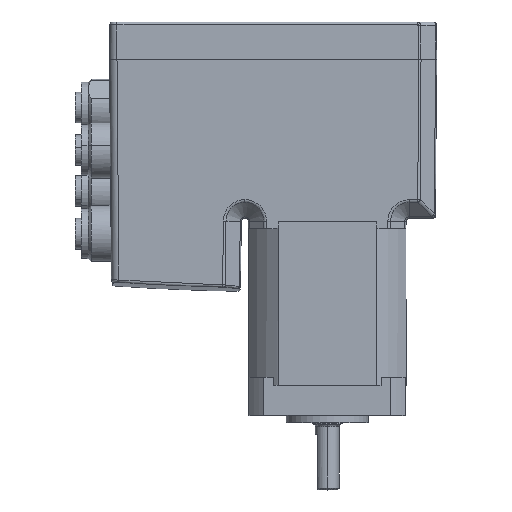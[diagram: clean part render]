
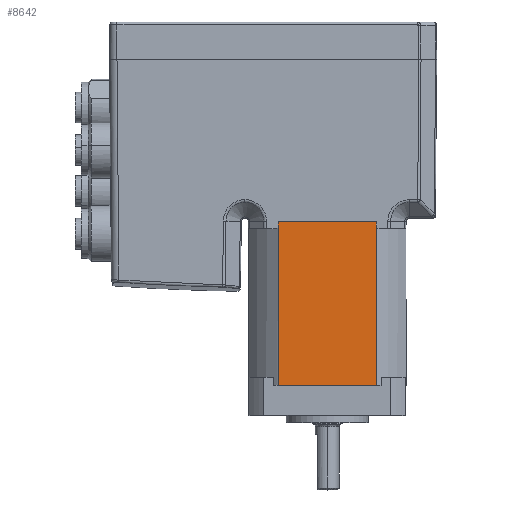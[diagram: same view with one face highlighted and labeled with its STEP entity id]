
A CAD part, top view. The second image highlights one B-rep face of the part: STEP entity #8642.
In plain terms, the highlighted planar face has unit normal (0, 0, 1).
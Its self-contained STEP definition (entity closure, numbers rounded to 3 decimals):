
#133 = CARTESIAN_POINT ( 'NONE',  ( 13.174, 0., 21.15 ) ) ;
#386 = CARTESIAN_POINT ( 'NONE',  ( 13.177, -0.533, 21.145 ) ) ;
#570 = VECTOR ( 'NONE', #2561, 1000. ) ;
#592 = EDGE_CURVE ( 'NONE', #6749, #8848, #4093, .T. ) ;
#903 = FACE_OUTER_BOUND ( 'NONE', #975, .T. ) ;
#975 = EDGE_LOOP ( 'NONE', ( #3530, #2564, #6525, #8732, #4430, #6721 ) ) ;
#1354 = EDGE_CURVE ( 'NONE', #3807, #6749, #1562, .T. ) ;
#1439 = CARTESIAN_POINT ( 'NONE',  ( -13.174, 0., 21.15 ) ) ;
#1562 = B_SPLINE_CURVE_WITH_KNOTS ( 'NONE', 3,
 ( #6274, #6204, #8141, #7532 ),
 .UNSPECIFIED., .F., .F.,
 ( 4, 4 ),
 ( 0., 0.964 ),
 .UNSPECIFIED. ) ;
#1731 = CARTESIAN_POINT ( 'NONE',  ( 13.188, -1.603, 21.144 ) ) ;
#1981 = EDGE_CURVE ( 'NONE', #3559, #4400, #7890, .T. ) ;
#2402 = EDGE_CURVE ( 'NONE', #3559, #8848, #4028, .T. ) ;
#2561 = DIRECTION ( 'NONE',  ( 1., 0., 0. ) ) ;
#2564 = ORIENTED_EDGE ( 'NONE', *, *, #592, .F. ) ;
#3070 = CARTESIAN_POINT ( 'NONE',  ( 13.179, -44., 21.15 ) ) ;
#3256 = DIRECTION ( 'NONE',  ( 0., 0., 1. ) ) ;
#3325 = AXIS2_PLACEMENT_3D ( 'NONE', #6072, #3256, #8015 ) ;
#3530 = ORIENTED_EDGE ( 'NONE', *, *, #2402, .T. ) ;
#3559 = VERTEX_POINT ( 'NONE', #133 ) ;
#3756 = CARTESIAN_POINT ( 'NONE',  ( 13.184, -1.067, 21.141 ) ) ;
#3807 = VERTEX_POINT ( 'NONE', #6257 ) ;
#3820 = B_SPLINE_CURVE_WITH_KNOTS ( 'NONE', 3,
 ( #3070, #5895, #6465, #4401 ),
 .UNSPECIFIED., .F., .F.,
 ( 4, 4 ),
 ( 0., 0.964 ),
 .UNSPECIFIED. ) ;
#4019 = VERTEX_POINT ( 'NONE', #5828 ) ;
#4028 = LINE ( 'NONE', #4196, #6194 ) ;
#4093 = B_SPLINE_CURVE_WITH_KNOTS ( 'NONE', 3,
 ( #5204, #5869, #8532, #5231 ),
 .UNSPECIFIED., .F., .F.,
 ( 4, 4 ),
 ( 0., 1. ),
 .UNSPECIFIED. ) ;
#4196 = CARTESIAN_POINT ( 'NONE',  ( 0., 0., 21.15 ) ) ;
#4400 = VERTEX_POINT ( 'NONE', #5219 ) ;
#4401 = CARTESIAN_POINT ( 'NONE',  ( 13.188, -1.603, 21.144 ) ) ;
#4430 = ORIENTED_EDGE ( 'NONE', *, *, #6870, .T. ) ;
#4874 = CARTESIAN_POINT ( 'NONE',  ( -13.188, -1.603, 21.144 ) ) ;
#4889 = DIRECTION ( 'NONE',  ( -1., 0., 0. ) ) ;
#5204 = CARTESIAN_POINT ( 'NONE',  ( -13.188, -1.603, 21.144 ) ) ;
#5219 = CARTESIAN_POINT ( 'NONE',  ( 13.188, -1.603, 21.144 ) ) ;
#5231 = CARTESIAN_POINT ( 'NONE',  ( -13.174, 0., 21.15 ) ) ;
#5828 = CARTESIAN_POINT ( 'NONE',  ( 13.179, -44., 21.15 ) ) ;
#5869 = CARTESIAN_POINT ( 'NONE',  ( -13.184, -1.067, 21.141 ) ) ;
#5895 = CARTESIAN_POINT ( 'NONE',  ( 13.179, -29.868, 21.15 ) ) ;
#5977 = CARTESIAN_POINT ( 'NONE',  ( 13.179, -44., 21.15 ) ) ;
#6046 = PLANE ( 'NONE',  #3325 ) ;
#6072 = CARTESIAN_POINT ( 'NONE',  ( 13.179, 0., 21.15 ) ) ;
#6194 = VECTOR ( 'NONE', #4889, 1000. ) ;
#6204 = CARTESIAN_POINT ( 'NONE',  ( -13.179, -29.868, 21.15 ) ) ;
#6257 = CARTESIAN_POINT ( 'NONE',  ( -13.179, -44., 21.15 ) ) ;
#6274 = CARTESIAN_POINT ( 'NONE',  ( -13.179, -44., 21.15 ) ) ;
#6465 = CARTESIAN_POINT ( 'NONE',  ( 13.179, -15.736, 21.15 ) ) ;
#6525 = ORIENTED_EDGE ( 'NONE', *, *, #1354, .F. ) ;
#6721 = ORIENTED_EDGE ( 'NONE', *, *, #1981, .F. ) ;
#6749 = VERTEX_POINT ( 'NONE', #4874 ) ;
#6870 = EDGE_CURVE ( 'NONE', #4019, #4400, #3820, .T. ) ;
#7070 = EDGE_CURVE ( 'NONE', #3807, #4019, #7486, .T. ) ;
#7117 = CARTESIAN_POINT ( 'NONE',  ( 13.174, 0., 21.15 ) ) ;
#7486 = LINE ( 'NONE', #5977, #570 ) ;
#7532 = CARTESIAN_POINT ( 'NONE',  ( -13.188, -1.603, 21.144 ) ) ;
#7890 = B_SPLINE_CURVE_WITH_KNOTS ( 'NONE', 3,
 ( #7117, #386, #3756, #1731 ),
 .UNSPECIFIED., .F., .F.,
 ( 4, 4 ),
 ( 0., 1. ),
 .UNSPECIFIED. ) ;
#8015 = DIRECTION ( 'NONE',  ( -1., 0., 0. ) ) ;
#8141 = CARTESIAN_POINT ( 'NONE',  ( -13.179, -15.736, 21.15 ) ) ;
#8532 = CARTESIAN_POINT ( 'NONE',  ( -13.177, -0.533, 21.145 ) ) ;
#8642 = ADVANCED_FACE ( 'NONE', ( #903 ), #6046, .T. ) ;
#8732 = ORIENTED_EDGE ( 'NONE', *, *, #7070, .T. ) ;
#8848 = VERTEX_POINT ( 'NONE', #1439 ) ;
